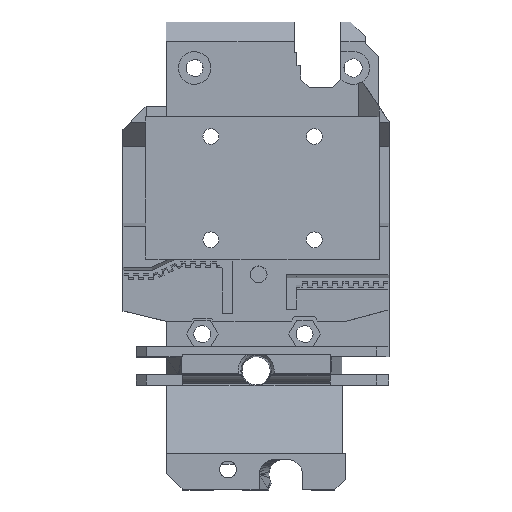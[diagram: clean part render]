
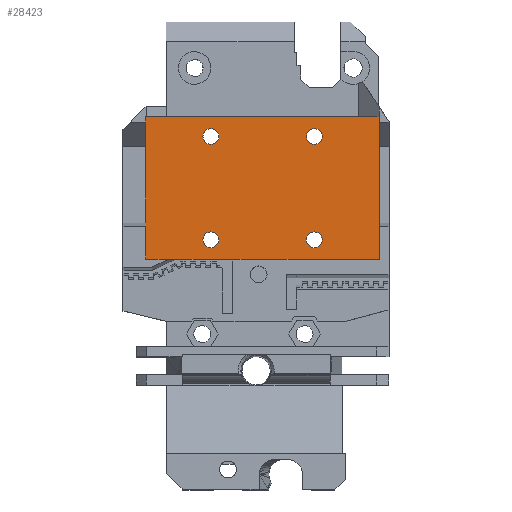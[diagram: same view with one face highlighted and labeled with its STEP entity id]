
A CAD part, top view. The second image highlights one B-rep face of the part: STEP entity #28423.
In plain terms, the highlighted planar face has unit normal (0, 0, 1).
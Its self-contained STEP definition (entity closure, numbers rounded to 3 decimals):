
#140=FACE_BOUND('',#12477,.T.);
#141=FACE_BOUND('',#12478,.T.);
#142=FACE_BOUND('',#12479,.T.);
#143=FACE_BOUND('',#12480,.T.);
#2277=LINE('',#42901,#6066);
#2279=LINE('',#42905,#6068);
#2284=LINE('',#42913,#6073);
#3211=LINE('',#44922,#7000);
#3212=LINE('',#44925,#7001);
#3213=LINE('',#44926,#7002);
#6066=VECTOR('',#34444,10.);
#6068=VECTOR('',#34448,10.);
#6073=VECTOR('',#34455,10.);
#7000=VECTOR('',#36258,1010.);
#7001=VECTOR('',#36261,10.);
#7002=VECTOR('',#36262,10.);
#8922=PLANE('',#30208);
#10674=FACE_OUTER_BOUND('',#12476,.T.);
#12476=EDGE_LOOP('',(#24731,#24732,#24733,#24734,#24735,#24736));
#12477=EDGE_LOOP('',(#24737));
#12478=EDGE_LOOP('',(#24738));
#12479=EDGE_LOOP('',(#24739));
#12480=EDGE_LOOP('',(#24740));
#13072=CIRCLE('',#30209,1.55);
#13073=CIRCLE('',#30210,1.55);
#13074=CIRCLE('',#30211,1.55);
#13075=CIRCLE('',#30212,1.55);
#14656=VERTEX_POINT('',#42898);
#14657=VERTEX_POINT('',#42900);
#14658=VERTEX_POINT('',#42904);
#14660=VERTEX_POINT('',#42912);
#15112=VERTEX_POINT('',#44920);
#15113=VERTEX_POINT('',#44924);
#15114=VERTEX_POINT('',#44927);
#15115=VERTEX_POINT('',#44929);
#15116=VERTEX_POINT('',#44931);
#15117=VERTEX_POINT('',#44933);
#17588=EDGE_CURVE('',#14657,#14656,#2277,.T.);
#17590=EDGE_CURVE('',#14656,#14658,#2279,.T.);
#17595=EDGE_CURVE('',#14660,#14657,#2284,.T.);
#18538=EDGE_CURVE('',#14658,#15112,#3211,.T.);
#18539=EDGE_CURVE('',#15112,#15113,#3212,.T.);
#18540=EDGE_CURVE('',#15113,#14660,#3213,.T.);
#18541=EDGE_CURVE('',#15114,#15114,#13072,.T.);
#18542=EDGE_CURVE('',#15115,#15115,#13073,.T.);
#18543=EDGE_CURVE('',#15116,#15116,#13074,.T.);
#18544=EDGE_CURVE('',#15117,#15117,#13075,.T.);
#24731=ORIENTED_EDGE('',*,*,#17588,.T.);
#24732=ORIENTED_EDGE('',*,*,#17590,.T.);
#24733=ORIENTED_EDGE('',*,*,#18538,.T.);
#24734=ORIENTED_EDGE('',*,*,#18539,.T.);
#24735=ORIENTED_EDGE('',*,*,#18540,.T.);
#24736=ORIENTED_EDGE('',*,*,#17595,.T.);
#24737=ORIENTED_EDGE('',*,*,#18541,.T.);
#24738=ORIENTED_EDGE('',*,*,#18542,.T.);
#24739=ORIENTED_EDGE('',*,*,#18543,.T.);
#24740=ORIENTED_EDGE('',*,*,#18544,.T.);
#28423=ADVANCED_FACE('',(#10674,#140,#141,#142,#143),#8922,.F.);
#30208=AXIS2_PLACEMENT_3D('',#44923,#36259,#36260);
#30209=AXIS2_PLACEMENT_3D('',#44928,#36263,#36264);
#30210=AXIS2_PLACEMENT_3D('',#44930,#36265,#36266);
#30211=AXIS2_PLACEMENT_3D('',#44932,#36267,#36268);
#30212=AXIS2_PLACEMENT_3D('',#44934,#36269,#36270);
#34444=DIRECTION('',(1.,0.,0.));
#34448=DIRECTION('',(1.,0.,0.));
#34455=DIRECTION('',(1.,0.,0.));
#36258=DIRECTION('',(0.,1.,0.));
#36259=DIRECTION('center_axis',(0.,0.,
-1.));
#36260=DIRECTION('ref_axis',(1.,0.,0.));
#36261=DIRECTION('',(-1.,0.,0.));
#36262=DIRECTION('',(0.,-1.,0.));
#36263=DIRECTION('center_axis',(0.,0.,
-1.));
#36264=DIRECTION('ref_axis',(-1.,0.,0.));
#36265=DIRECTION('center_axis',(0.,0.,
-1.));
#36266=DIRECTION('ref_axis',(-1.,0.,0.));
#36267=DIRECTION('center_axis',(0.,0.,
-1.));
#36268=DIRECTION('ref_axis',(-1.,0.,0.));
#36269=DIRECTION('center_axis',(0.,0.,
-1.));
#36270=DIRECTION('ref_axis',(-1.,0.,0.));
#42898=CARTESIAN_POINT('',(-109.39,306.367,96.601));
#42900=CARTESIAN_POINT('',(-114.997,306.366,96.601));
#42901=CARTESIAN_POINT('',(-113.205,306.367,96.601));
#42904=CARTESIAN_POINT('',(-88.543,306.366,96.601));
#42905=CARTESIAN_POINT('',(-133.633,306.366,96.601));
#42912=CARTESIAN_POINT('',(-134.283,306.366,96.601));
#42913=CARTESIAN_POINT('',(-133.633,306.366,96.601));
#44920=CARTESIAN_POINT('',(-88.543,334.227,96.601));
#44922=CARTESIAN_POINT('',(-88.543,335.727,96.601));
#44923=CARTESIAN_POINT('Origin',(-111.413,322.092,96.601));
#44924=CARTESIAN_POINT('',(-134.283,334.227,96.601));
#44925=CARTESIAN_POINT('',(-134.183,334.227,96.601));
#44926=CARTESIAN_POINT('',(-134.283,308.266,96.601));
#44927=CARTESIAN_POINT('',(-99.763,330.342,96.601));
#44928=CARTESIAN_POINT('Origin',(-101.313,330.342,96.601));
#44929=CARTESIAN_POINT('',(-119.963,330.342,96.601));
#44930=CARTESIAN_POINT('Origin',(-121.513,330.342,96.601));
#44931=CARTESIAN_POINT('',(-99.763,310.142,96.601));
#44932=CARTESIAN_POINT('Origin',(-101.313,310.142,96.601));
#44933=CARTESIAN_POINT('',(-119.963,310.142,96.601));
#44934=CARTESIAN_POINT('Origin',(-121.513,310.142,96.601));
